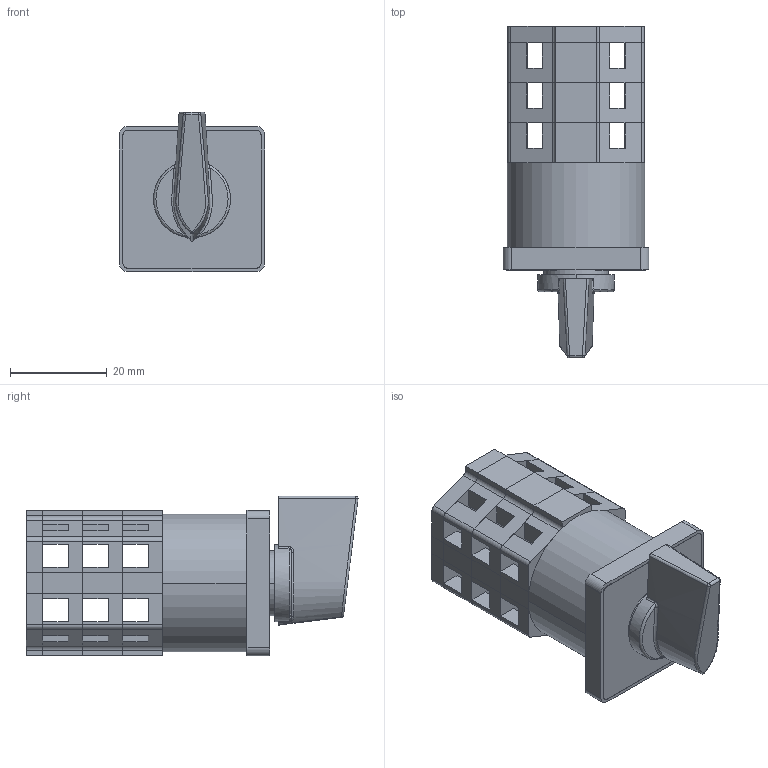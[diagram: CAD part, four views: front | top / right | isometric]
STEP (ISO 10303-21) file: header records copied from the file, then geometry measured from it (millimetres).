
FILE_DESCRIPTION (( 'STEP AP214' ), '1' );
FILE_NAME ('Ñáîðêà ìàëûé 3.STEP', '2023-07-12T20:58:59', ( '' ), ( '' ), 'SwSTEP 2.0', 'SolidWorks 2022', '' );
FILE_SCHEMA (( 'AUTOMOTIVE_DESIGN' ));
Length unit declared in the file: millimetre
Products named in the file (13): Шток; Проставка; Сборка ключ; Направляйка дно; Направляйка клеммная; Дно; Сборка малый 3; Сборка дно; Бирка; Клеммная; Сборка клеммная; Крутилка; Проставка Круглая
Assembly tree (16 placements, depth 3):
  Сборка малый 3
    Сборка ключ
      Крутилка
      Шток
      Бирка
      Проставка
      Проставка Круглая
    Сборка клеммная  x3
      Клеммная
      Направляйка клеммная
    Сборка дно
      Дно
      Направляйка дно  x2
Bounding box: 30 x 68.53 x 32.95 mm (x, y, z)
Volume: 26010.6 mm3; surface area: 22561.3 mm2
Topology: 17 solids, 18 shells, 544 faces, 1451 edges, 961 vertices
Faces by surface type: plane 369, cylinder 147, bspline 21, sphere 5, torus 2
Entity records: 12589 total; most frequent: CARTESIAN_POINT 3107, ORIENTED_EDGE 1870, DIRECTION 1870, EDGE_CURVE 935, AXIS2_PLACEMENT_3D 637, VERTEX_POINT 617, VECTOR 596, LINE 596
